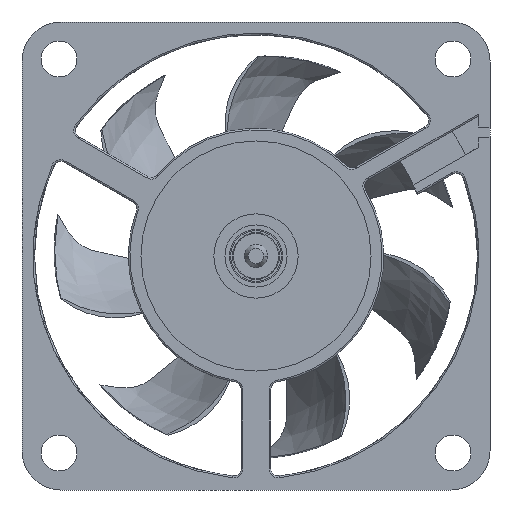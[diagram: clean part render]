
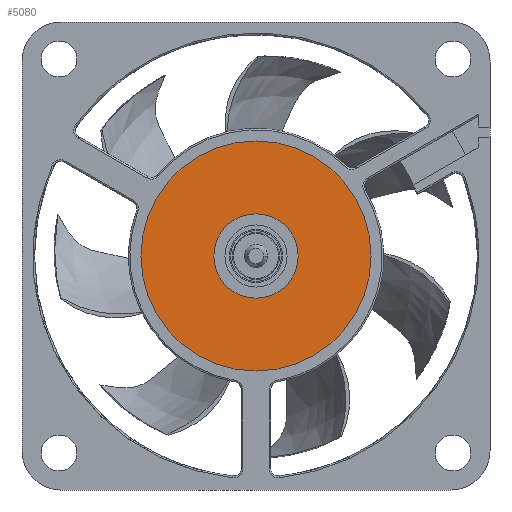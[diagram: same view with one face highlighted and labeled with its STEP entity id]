
A CAD part, front view. The second image highlights one B-rep face of the part: STEP entity #5080.
In plain terms, the highlighted planar face has unit normal (0, -1, 0).
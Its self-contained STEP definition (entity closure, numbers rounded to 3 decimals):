
#1922=CARTESIAN_POINT('',(0.,0.25,0.));
#1923=DIRECTION('',(0.,-1.,0.));
#1924=DIRECTION('',(0.,0.,1.));
#1925=AXIS2_PLACEMENT_3D('',#1922,#1923,#1924);
#1927=CARTESIAN_POINT('',(0.,0.25,0.));
#1928=DIRECTION('',(0.,-1.,0.));
#1929=DIRECTION('',(0.,0.,-1.));
#1930=AXIS2_PLACEMENT_3D('',#1927,#1928,#1929);
#1932=CARTESIAN_POINT('',(0.,0.25,0.));
#1933=DIRECTION('',(0.,-1.,0.));
#1934=DIRECTION('',(1.,0.,0.));
#1935=AXIS2_PLACEMENT_3D('',#1932,#1933,#1934);
#1937=CARTESIAN_POINT('',(0.,0.25,0.));
#1938=DIRECTION('',(0.,-1.,0.));
#1939=DIRECTION('',(-1.,0.,0.));
#1940=AXIS2_PLACEMENT_3D('',#1937,#1938,#1939);
#2572=CARTESIAN_POINT('',(0.,0.25,14.75));
#2573=CARTESIAN_POINT('',(0.,0.25,-14.75));
#2574=VERTEX_POINT('',#2572);
#2575=VERTEX_POINT('',#2573);
#2740=CARTESIAN_POINT('',(5.4,0.25,0.));
#2741=CARTESIAN_POINT('',(-5.4,0.25,0.));
#2742=VERTEX_POINT('',#2740);
#2743=VERTEX_POINT('',#2741);
#5064=CARTESIAN_POINT('',(0.,0.25,0.));
#5065=DIRECTION('',(0.,-1.,0.));
#5066=DIRECTION('',(0.,0.,1.));
#5067=AXIS2_PLACEMENT_3D('',#5064,#5065,#5066);
#5068=PLANE('',#5067);
#5070=ORIENTED_EDGE('',*,*,#5069,.F.);
#5072=ORIENTED_EDGE('',*,*,#5071,.F.);
#5073=EDGE_LOOP('',(#5070,#5072));
#5074=FACE_OUTER_BOUND('',#5073,.F.);
#5075=ORIENTED_EDGE('',*,*,#5054,.T.);
#5077=ORIENTED_EDGE('',*,*,#5076,.T.);
#5078=EDGE_LOOP('',(#5075,#5077));
#5079=FACE_BOUND('',#5078,.F.);
#1926=CIRCLE('',#1925,14.75);
#1931=CIRCLE('',#1930,14.75);
#1936=CIRCLE('',#1935,5.4);
#1941=CIRCLE('',#1940,5.4);
#5054=EDGE_CURVE('',#2742,#2743,#1936,.T.);
#5069=EDGE_CURVE('',#2574,#2575,#1926,.T.);
#5071=EDGE_CURVE('',#2575,#2574,#1931,.T.);
#5076=EDGE_CURVE('',#2743,#2742,#1941,.T.);
#5080=ADVANCED_FACE('',(#5074,#5079),#5068,.T.);
